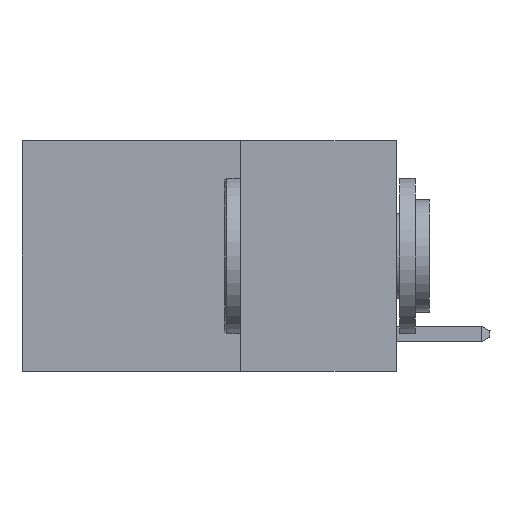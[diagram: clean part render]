
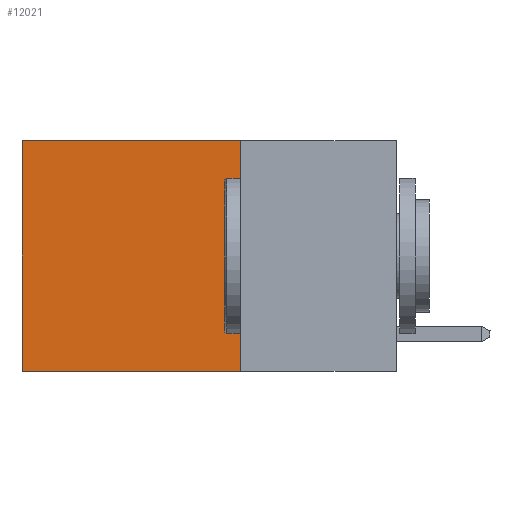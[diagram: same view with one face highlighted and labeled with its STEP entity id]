
A CAD part, left-side view. The second image highlights one B-rep face of the part: STEP entity #12021.
In plain terms, the highlighted planar face has unit normal (-1, 0, 0).
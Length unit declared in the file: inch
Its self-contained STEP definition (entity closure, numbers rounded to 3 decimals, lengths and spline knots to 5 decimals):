
#253 = FACE_OUTER_BOUND ( 'NONE', #14791, .T. ) ;
#1644 = VECTOR ( 'NONE', #20463, 39.37008 ) ;
#2032 = ORIENTED_EDGE ( 'NONE', *, *, #13286, .F. ) ;
#2602 = CARTESIAN_POINT ( 'NONE',  ( 0.2625, 0.25, 0. ) ) ;
#3411 = CARTESIAN_POINT ( 'NONE',  ( 0.2625, 0.25, 0. ) ) ;
#4622 = CARTESIAN_POINT ( 'NONE',  ( 0.2625, 0.6, 0. ) ) ;
#4867 = VERTEX_POINT ( 'NONE', #6628 ) ;
#4901 = DIRECTION ( 'NONE',  ( 0., 1., 0. ) ) ;
#5088 = LINE ( 'NONE', #16204, #17490 ) ;
#5252 = VERTEX_POINT ( 'NONE', #5487 ) ;
#5317 = LINE ( 'NONE', #3411, #19828 ) ;
#5487 = CARTESIAN_POINT ( 'NONE',  ( 0.2625, 0.25, -0.37 ) ) ;
#5558 = EDGE_CURVE ( 'NONE', #10299, #5252, #5317, .T. ) ;
#6283 = CARTESIAN_POINT ( 'NONE',  ( 0.2625, 0.6, 0. ) ) ;
#6342 = DIRECTION ( 'NONE',  ( 0., 0., -1. ) ) ;
#6628 = CARTESIAN_POINT ( 'NONE',  ( 0.2625, 0.6, -0.37 ) ) ;
#8022 = ORIENTED_EDGE ( 'NONE', *, *, #8989, .T. ) ;
#8645 = LINE ( 'NONE', #20390, #1644 ) ;
#8989 = EDGE_CURVE ( 'NONE', #10299, #15005, #8645, .T. ) ;
#9602 = AXIS2_PLACEMENT_3D ( 'NONE', #2602, #14204, #14637 ) ;
#10299 = VERTEX_POINT ( 'NONE', #18459 ) ;
#11994 = ORIENTED_EDGE ( 'NONE', *, *, #21323, .T. ) ;
#12021 = ADVANCED_FACE ( 'NONE', ( #253 ), #19005, .F. ) ;
#13157 = VECTOR ( 'NONE', #6342, 39.37008 ) ;
#13286 = EDGE_CURVE ( 'NONE', #5252, #4867, #5088, .T. ) ;
#14204 = DIRECTION ( 'NONE',  ( 1., 0., 0. ) ) ;
#14637 = DIRECTION ( 'NONE',  ( 0., 0., -1. ) ) ;
#14722 = LINE ( 'NONE', #6283, #13157 ) ;
#14791 = EDGE_LOOP ( 'NONE', ( #11994, #2032, #16766, #8022 ) ) ;
#15005 = VERTEX_POINT ( 'NONE', #4622 ) ;
#15170 = DIRECTION ( 'NONE',  ( 0., 0., -1. ) ) ;
#16204 = CARTESIAN_POINT ( 'NONE',  ( 0.2625, 0.25, -0.37 ) ) ;
#16766 = ORIENTED_EDGE ( 'NONE', *, *, #5558, .F. ) ;
#17490 = VECTOR ( 'NONE', #4901, 39.37008 ) ;
#18459 = CARTESIAN_POINT ( 'NONE',  ( 0.2625, 0.25, 0. ) ) ;
#19005 = PLANE ( 'NONE',  #9602 ) ;
#19828 = VECTOR ( 'NONE', #15170, 39.37008 ) ;
#20390 = CARTESIAN_POINT ( 'NONE',  ( 0.2625, 0.25, 0. ) ) ;
#20463 = DIRECTION ( 'NONE',  ( 0., 1., 0. ) ) ;
#21323 = EDGE_CURVE ( 'NONE', #15005, #4867, #14722, .T. ) ;
